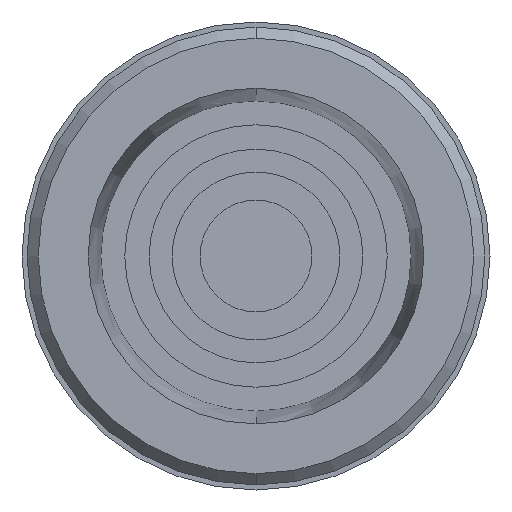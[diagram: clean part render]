
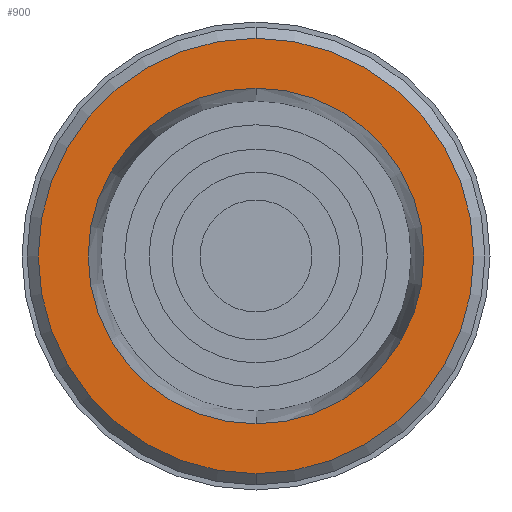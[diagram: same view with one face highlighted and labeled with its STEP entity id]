
A CAD part, front view. The second image highlights one B-rep face of the part: STEP entity #900.
In plain terms, the highlighted planar face has unit normal (0, -1, 0).
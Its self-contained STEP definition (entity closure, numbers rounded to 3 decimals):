
#59 = EDGE_LOOP ( 'NONE', ( #992, #993 ) ) ;
#77 = EDGE_LOOP ( 'NONE', ( #994, #995 ) ) ;
#158 = CARTESIAN_POINT ( 'NONE',  ( 0., 0., 0. ) ) ;
#159 = DIRECTION ( 'NONE',  ( 0., -1., 0. ) ) ;
#160 = DIRECTION ( 'NONE',  ( 0., 0., -1. ) ) ;
#164 = CARTESIAN_POINT ( 'NONE',  ( 0., 0., 0. ) ) ;
#165 = DIRECTION ( 'NONE',  ( 0., -1., 0. ) ) ;
#166 = DIRECTION ( 'NONE',  ( 0., 0., -1. ) ) ;
#226 = CARTESIAN_POINT ( 'NONE',  ( 0., 0., 0. ) ) ;
#228 = DIRECTION ( 'NONE',  ( 0., -1., 0. ) ) ;
#229 = DIRECTION ( 'NONE',  ( 0., 0., -1. ) ) ;
#263 = CARTESIAN_POINT ( 'NONE',  ( 0., 0., 0. ) ) ;
#264 = DIRECTION ( 'NONE',  ( 0., -1., 0. ) ) ;
#265 = DIRECTION ( 'NONE',  ( 0., 0., -1. ) ) ;
#392 = CIRCLE ( 'NONE', #1456, 16.5 ) ;
#394 = CIRCLE ( 'NONE', #1458, 21.4 ) ;
#431 = CIRCLE ( 'NONE', #1474, 21.4 ) ;
#453 = CIRCLE ( 'NONE', #1479, 16.5 ) ;
#580 = VERTEX_POINT ( 'NONE', #644 ) ;
#581 = VERTEX_POINT ( 'NONE', #645 ) ;
#582 = VERTEX_POINT ( 'NONE', #646 ) ;
#583 = VERTEX_POINT ( 'NONE', #647 ) ;
#644 = CARTESIAN_POINT ( 'NONE',  ( 0., 0., 16.5 ) ) ;
#645 = CARTESIAN_POINT ( 'NONE',  ( 0., 0., -16.5 ) ) ;
#646 = CARTESIAN_POINT ( 'NONE',  ( 0., 0., -21.4 ) ) ;
#647 = CARTESIAN_POINT ( 'NONE',  ( 0., 0., 21.4 ) ) ;
#691 = CARTESIAN_POINT ( 'NONE',  ( 21.4, 0., 0. ) ) ;
#692 = PLANE ( 'NONE',  #1382 ) ;
#694 = DIRECTION ( 'NONE',  ( 0., -1., 0. ) ) ;
#695 = DIRECTION ( 'NONE',  ( 0., 0., -1. ) ) ;
#900 = ADVANCED_FACE ( 'NONE', ( #1135, #1138 ), #692, .T. ) ;
#992 = ORIENTED_EDGE ( 'NONE', *, *, #1304, .T. ) ;
#993 = ORIENTED_EDGE ( 'NONE', *, *, #1329, .T. ) ;
#994 = ORIENTED_EDGE ( 'NONE', *, *, #1302, .F. ) ;
#995 = ORIENTED_EDGE ( 'NONE', *, *, #1343, .F. ) ;
#1135 = FACE_OUTER_BOUND ( 'NONE', #59, .T. ) ;
#1138 = FACE_BOUND ( 'NONE', #77, .T. ) ;
#1302 = EDGE_CURVE ( 'NONE', #581, #580, #392, .T. ) ;
#1304 = EDGE_CURVE ( 'NONE', #583, #582, #394, .T. ) ;
#1329 = EDGE_CURVE ( 'NONE', #582, #583, #431, .T. ) ;
#1343 = EDGE_CURVE ( 'NONE', #580, #581, #453, .T. ) ;
#1382 = AXIS2_PLACEMENT_3D ( 'NONE', #691, #694, #695 ) ;
#1456 = AXIS2_PLACEMENT_3D ( 'NONE', #158, #159, #160 ) ;
#1458 = AXIS2_PLACEMENT_3D ( 'NONE', #164, #165, #166 ) ;
#1474 = AXIS2_PLACEMENT_3D ( 'NONE', #226, #228, #229 ) ;
#1479 = AXIS2_PLACEMENT_3D ( 'NONE', #263, #264, #265 ) ;
